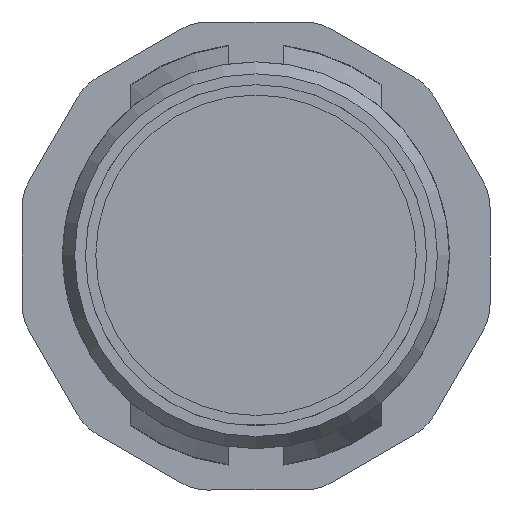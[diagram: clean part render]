
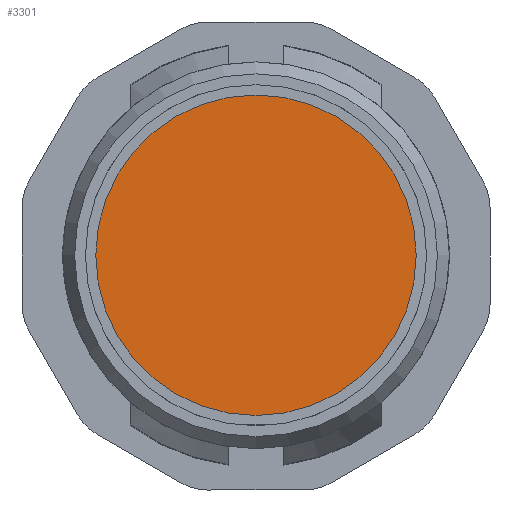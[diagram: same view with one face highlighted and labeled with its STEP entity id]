
A CAD part, front view. The second image highlights one B-rep face of the part: STEP entity #3301.
In plain terms, the highlighted planar face has unit normal (0, -1, 0).
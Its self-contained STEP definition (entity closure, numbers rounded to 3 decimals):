
#2517=PLANE('',#10906);
#2857=CIRCLE('',#10905,20.715);
#3301=ADVANCED_FACE('',(#3743),#2517,.T.);
#3743=FACE_OUTER_BOUND('',#4244,.T.);
#4244=EDGE_LOOP('',(#7763));
#7763=ORIENTED_EDGE('',*,*,#9628,.F.);
#8500=VERTEX_POINT('',#18103);
#9628=EDGE_CURVE('',#8500,#8500,#2857,.T.);
#10905=AXIS2_PLACEMENT_3D('',#18102,#12964,#12965);
#10906=AXIS2_PLACEMENT_3D('',#18104,#12966,#12967);
#12964=DIRECTION('',(0.,1.,0.));
#12965=DIRECTION('',(0.,0.,-1.));
#12966=DIRECTION('',(0.,-1.,0.));
#12967=DIRECTION('',(1.,0.,0.));
#18102=CARTESIAN_POINT('',(0.,-5.,0.));
#18103=CARTESIAN_POINT('',(0.,-5.,-20.715));
#18104=CARTESIAN_POINT('',(0.,-5.,1.27));
